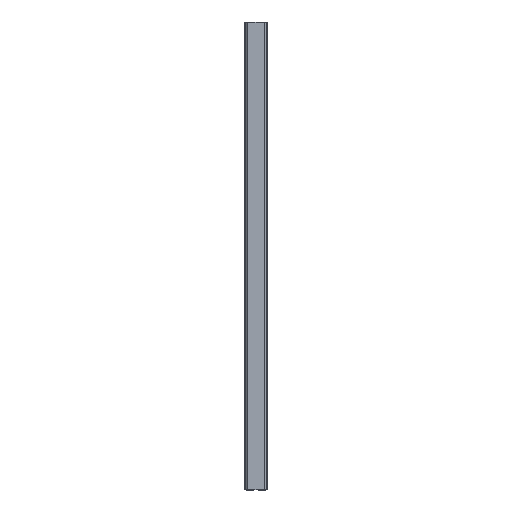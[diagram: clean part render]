
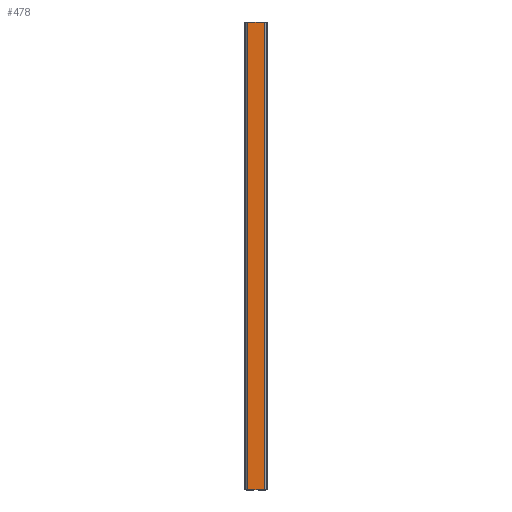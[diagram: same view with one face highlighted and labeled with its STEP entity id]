
A CAD part, top view. The second image highlights one B-rep face of the part: STEP entity #478.
In plain terms, the highlighted planar face has unit normal (0, 0, 1).
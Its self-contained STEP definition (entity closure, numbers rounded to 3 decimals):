
#478=ADVANCED_FACE('',(#977),#978,.T.);
#977=FACE_OUTER_BOUND('',#1490,.T.);
#978=PLANE('',#1491);
#1490=EDGE_LOOP('',(#2990,#2991,#2992,#2993));
#1491=AXIS2_PLACEMENT_3D('',#2994,#2995,#2996);
#2990=ORIENTED_EDGE('',*,*,#3591,.T.);
#2991=ORIENTED_EDGE('',*,*,#3779,.F.);
#2992=ORIENTED_EDGE('',*,*,#3455,.F.);
#2993=ORIENTED_EDGE('',*,*,#3777,.T.);
#2994=CARTESIAN_POINT('',(0.0,480.0,22.));
#2995=DIRECTION('',(0.0,0.0,1.0));
#2996=DIRECTION('',(-1.0,0.0,-0.0));
#3455=EDGE_CURVE('',#4267,#4269,#4270,.T.);
#3591=EDGE_CURVE('',#4496,#4494,#4497,.T.);
#3777=EDGE_CURVE('',#4267,#4496,#4734,.T.);
#3779=EDGE_CURVE('',#4269,#4494,#4736,.T.);
#4267=VERTEX_POINT('',#5380);
#4269=VERTEX_POINT('',#5383);
#4270=LINE('',#5384,#5385);
#4494=VERTEX_POINT('',#5697);
#4496=VERTEX_POINT('',#5700);
#4497=LINE('',#5701,#5702);
#4734=LINE('',#6003,#6004);
#4736=LINE('',#6006,#6007);
#5380=CARTESIAN_POINT('',(-8.3,480.0,22.));
#5383=CARTESIAN_POINT('',(8.3,480.0,22.));
#5384=CARTESIAN_POINT('',(-8.3,480.0,22.));
#5385=VECTOR('',#6408,1.0);
#5697=CARTESIAN_POINT('',(8.3,0.0,22.));
#5700=CARTESIAN_POINT('',(-8.3,0.0,22.));
#5701=CARTESIAN_POINT('',(-8.3,0.0,22.));
#5702=VECTOR('',#6564,1.0);
#6003=CARTESIAN_POINT('',(-8.3,480.0,22.));
#6004=VECTOR('',#6806,1.0);
#6006=CARTESIAN_POINT('',(8.3,480.0,22.));
#6007=VECTOR('',#6807,1.0);
#6408=DIRECTION('',(1.0,0.0,0.0));
#6564=DIRECTION('',(1.0,0.0,0.0));
#6806=DIRECTION('',(0.0,-1.0,0.0));
#6807=DIRECTION('',(0.0,-1.0,0.0));
